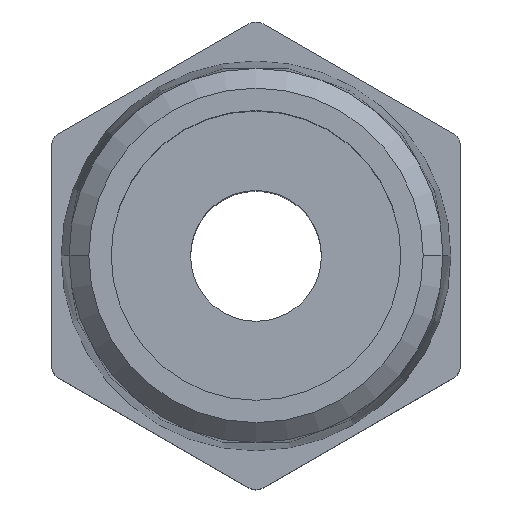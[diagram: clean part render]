
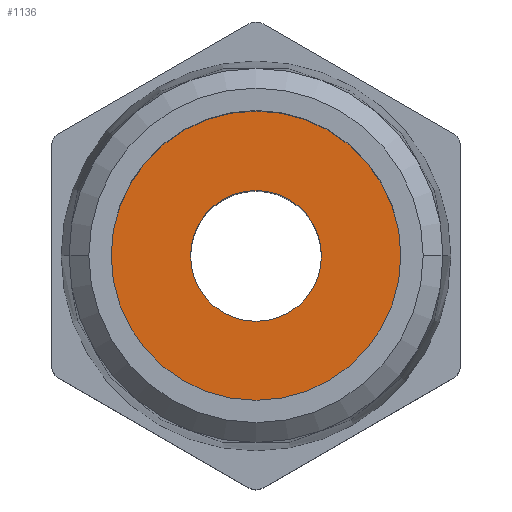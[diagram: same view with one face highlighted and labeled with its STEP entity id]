
A CAD part, top view. The second image highlights one B-rep face of the part: STEP entity #1136.
In plain terms, the highlighted planar face has unit normal (0, 0, 1).
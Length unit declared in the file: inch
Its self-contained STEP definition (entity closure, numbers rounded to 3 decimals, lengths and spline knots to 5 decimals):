
#31 = ORIENTED_EDGE ( 'NONE', *, *, #275, .F. ) ;
#39 = CARTESIAN_POINT ( 'NONE',  ( 0.14, 0., 0.103 ) ) ;
#77 = AXIS2_PLACEMENT_3D ( 'NONE', #871, #326, #958 ) ;
#83 = DIRECTION ( 'NONE',  ( 0., 0., -1. ) ) ;
#231 = DIRECTION ( 'NONE',  ( 0., 0., 1. ) ) ;
#248 = FACE_OUTER_BOUND ( 'NONE', #333, .T. ) ;
#258 = CARTESIAN_POINT ( 'NONE',  ( 0.31, 0., 0.103 ) ) ;
#270 = VERTEX_POINT ( 'NONE', #583 ) ;
#275 = EDGE_CURVE ( 'NONE', #450, #270, #1061, .T. ) ;
#287 = EDGE_LOOP ( 'NONE', ( #847, #959 ) ) ;
#302 = VERTEX_POINT ( 'NONE', #39 ) ;
#307 = ORIENTED_EDGE ( 'NONE', *, *, #510, .F. ) ;
#310 = CARTESIAN_POINT ( 'NONE',  ( 0., 0., 0.103 ) ) ;
#323 = EDGE_CURVE ( 'NONE', #751, #302, #1075, .T. ) ;
#326 = DIRECTION ( 'NONE',  ( 0., 0., 1. ) ) ;
#333 = EDGE_LOOP ( 'NONE', ( #31, #307 ) ) ;
#354 = EDGE_CURVE ( 'NONE', #302, #751, #793, .T. ) ;
#372 = AXIS2_PLACEMENT_3D ( 'NONE', #774, #231, #863 ) ;
#395 = DIRECTION ( 'NONE',  ( 1., 0., 0. ) ) ;
#425 = PLANE ( 'NONE',  #898 ) ;
#450 = VERTEX_POINT ( 'NONE', #258 ) ;
#483 = FACE_BOUND ( 'NONE', #287, .T. ) ;
#510 = EDGE_CURVE ( 'NONE', #270, #450, #1113, .T. ) ;
#523 = DIRECTION ( 'NONE',  ( 1., 0., 0. ) ) ;
#529 = AXIS2_PLACEMENT_3D ( 'NONE', #630, #83, #722 ) ;
#583 = CARTESIAN_POINT ( 'NONE',  ( -0.31, 0., 0.103 ) ) ;
#630 = CARTESIAN_POINT ( 'NONE',  ( 0., 0., 0.103 ) ) ;
#722 = DIRECTION ( 'NONE',  ( 1., 0., 0. ) ) ;
#751 = VERTEX_POINT ( 'NONE', #836 ) ;
#774 = CARTESIAN_POINT ( 'NONE',  ( 0., 0., 0.103 ) ) ;
#793 = CIRCLE ( 'NONE', #77, 0.14 ) ;
#813 = AXIS2_PLACEMENT_3D ( 'NONE', #310, #939, #395 ) ;
#836 = CARTESIAN_POINT ( 'NONE',  ( -0.14, 0., 0.103 ) ) ;
#847 = ORIENTED_EDGE ( 'NONE', *, *, #354, .F. ) ;
#863 = DIRECTION ( 'NONE',  ( 1., 0., 0. ) ) ;
#871 = CARTESIAN_POINT ( 'NONE',  ( 0., 0., 0.103 ) ) ;
#898 = AXIS2_PLACEMENT_3D ( 'NONE', #970, #1059, #523 ) ;
#939 = DIRECTION ( 'NONE',  ( 0., 0., -1. ) ) ;
#958 = DIRECTION ( 'NONE',  ( 1., 0., 0. ) ) ;
#959 = ORIENTED_EDGE ( 'NONE', *, *, #323, .F. ) ;
#970 = CARTESIAN_POINT ( 'NONE',  ( 0., 0., 0.103 ) ) ;
#1059 = DIRECTION ( 'NONE',  ( 0., 0., 1. ) ) ;
#1061 = CIRCLE ( 'NONE', #813, 0.31 ) ;
#1075 = CIRCLE ( 'NONE', #372, 0.14 ) ;
#1113 = CIRCLE ( 'NONE', #529, 0.31 ) ;
#1136 = ADVANCED_FACE ( 'NONE', ( #483, #248 ), #425, .T. ) ;
